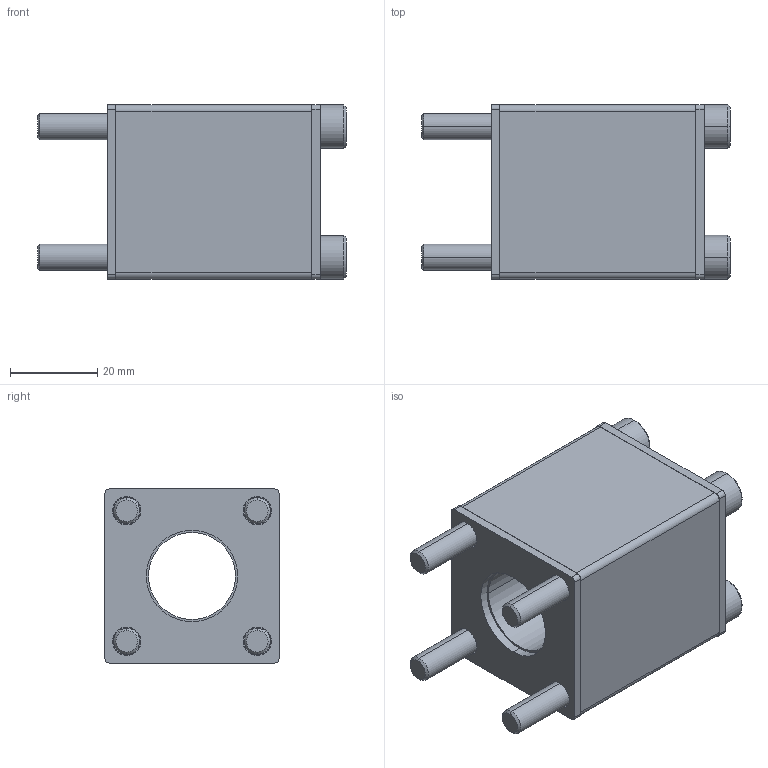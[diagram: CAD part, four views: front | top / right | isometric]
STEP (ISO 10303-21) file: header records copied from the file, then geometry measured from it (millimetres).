
FILE_DESCRIPTION(('Creo Elements/Direct Modeling STEP Export'),'2;1');
FILE_NAME('96.1011_Führungseinheit-MMS44_40x40-Ø20-(Kugelbuchse-ballig).stp','2022-12-12T14:09:21',(''),(''),'PTC Creo Elements/Direct Modeling STEP processor for AP214 (Solid Model)','PTC Creo Elements/Direct Modeling 19.0C 15-Aug-2015 (C) Parametric Technology GmbH','');
FILE_SCHEMA(('AUTOMOTIVE_DESIGN { 1 0 10303 214 1 1 1 1 }'));
Length unit declared in the file: millimetre
Products named in the file (5): Super-Kugelbuchse_LMES20UU-Ø20xØ32x45-2xDichtung_256723_PX183406; Lagergehäuse_45x40x40_96.6409_PX183405; Anschlagblech_2mm_96.6423_PX183403; Zylinderschraube-DIN912_M6x65-8.8-verz_11419_PX183436; Linearführungseinheit-MMS-44_40x40-Ø20-Kugelbuchse-ballig_96.1011
_PX185106
Assembly tree (8 placements, depth 2):
  Linearführungseinheit-MMS-44_40x40-Ø20-Kugelbuchse-ballig_96.1011
_PX185106
    Zylinderschraube-DIN912_M6x65-8.8-verz_11419_PX183436  x4
    Anschlagblech_2mm_96.6423_PX183403  x2
    Lagergehäuse_45x40x40_96.6409_PX183405
    Super-Kugelbuchse_LMES20UU-Ø20xØ32x45-2xDichtung_256723_PX183406
Bounding box: 71 x 40 x 40 mm (x, y, z)
Volume: 64964 mm3; surface area: 37186.6 mm2
Topology: 8 solids, 8 shells, 166 faces, 392 edges, 254 vertices
Faces by surface type: cylinder 78, plane 64, cone 20, torus 4
Entity records: 2723 total; most frequent: ORIENTED_EDGE 418, DIRECTION 412, CARTESIAN_POINT 391, EDGE_CURVE 209, AXIS2_PLACEMENT_3D 158, VERTEX_POINT 137, EDGE_LOOP 114, VECTOR 96
